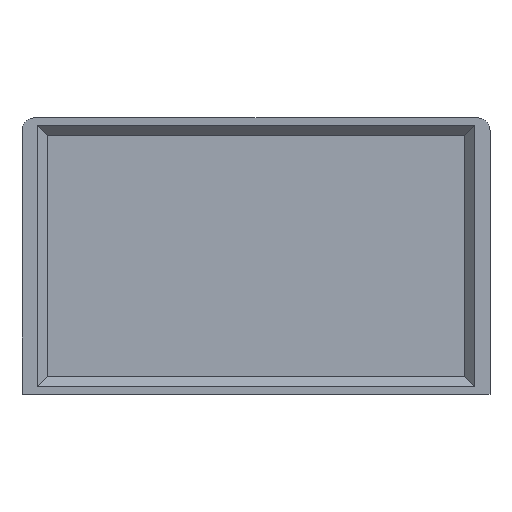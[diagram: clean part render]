
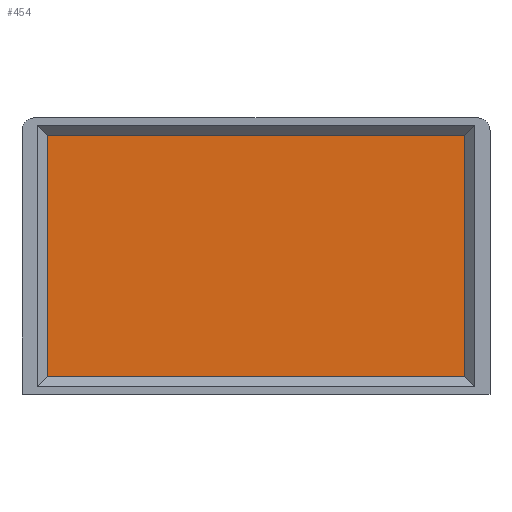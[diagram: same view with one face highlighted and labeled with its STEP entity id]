
A CAD part, front view. The second image highlights one B-rep face of the part: STEP entity #454.
In plain terms, the highlighted planar face has unit normal (0, -1, 0).
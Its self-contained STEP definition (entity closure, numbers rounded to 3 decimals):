
#38=PLANE('',#497);
#62=FACE_OUTER_BOUND('',#87,.T.);
#87=EDGE_LOOP('',(#406,#407,#408,#409));
#105=LINE('',#662,#162);
#108=LINE('',#667,#165);
#110=LINE('',#671,#167);
#111=LINE('',#673,#168);
#162=VECTOR('',#538,10.);
#165=VECTOR('',#543,10.);
#167=VECTOR('',#547,10.);
#168=VECTOR('',#550,10.);
#223=VERTEX_POINT('',#659);
#224=VERTEX_POINT('',#661);
#225=VERTEX_POINT('',#665);
#226=VERTEX_POINT('',#669);
#267=EDGE_CURVE('',#224,#223,#105,.T.);
#270=EDGE_CURVE('',#223,#225,#108,.T.);
#272=EDGE_CURVE('',#225,#226,#110,.T.);
#273=EDGE_CURVE('',#226,#224,#111,.T.);
#406=ORIENTED_EDGE('',*,*,#272,.T.);
#407=ORIENTED_EDGE('',*,*,#273,.T.);
#408=ORIENTED_EDGE('',*,*,#267,.T.);
#409=ORIENTED_EDGE('',*,*,#270,.T.);
#454=ADVANCED_FACE('',(#62),#38,.T.);
#497=AXIS2_PLACEMENT_3D('',#740,#608,#609);
#538=DIRECTION('',(0.,0.,1.));
#543=DIRECTION('',(-1.,0.,0.));
#547=DIRECTION('',(0.,0.,-1.));
#550=DIRECTION('',(1.,0.,0.));
#608=DIRECTION('center_axis',(0.,-1.,0.));
#609=DIRECTION('ref_axis',(1.,0.,0.));
#659=CARTESIAN_POINT('',(88.075,0.,51.5));
#661=CARTESIAN_POINT('',(88.075,0.,3.5));
#662=CARTESIAN_POINT('',(88.075,0.,25.75));
#665=CARTESIAN_POINT('',(5.075,0.,51.5));
#667=CARTESIAN_POINT('',(2.538,0.,51.5));
#669=CARTESIAN_POINT('',(5.075,0.,3.5));
#671=CARTESIAN_POINT('',(5.075,0.,1.75));
#673=CARTESIAN_POINT('',(44.038,0.,3.5));
#740=CARTESIAN_POINT('Origin',(0.,0.,0.));
